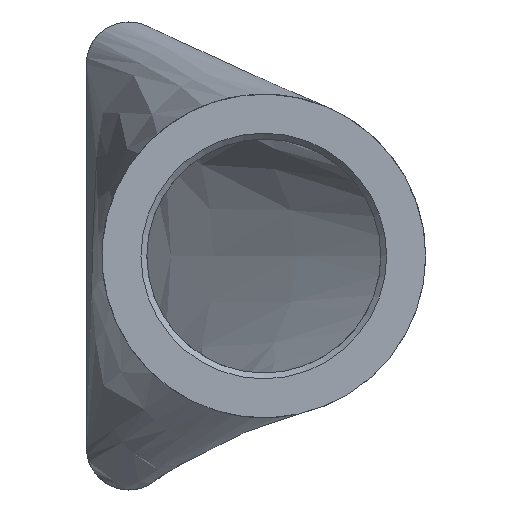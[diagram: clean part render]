
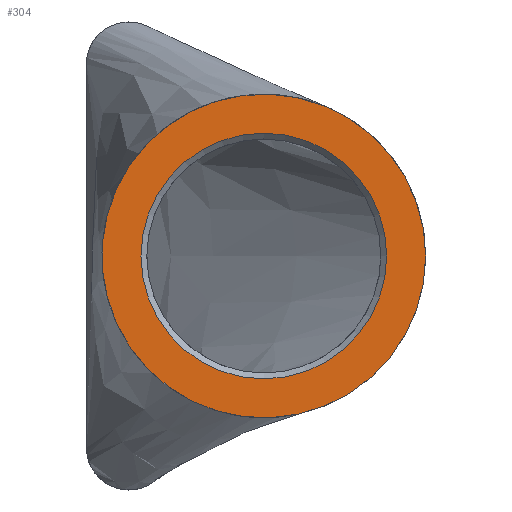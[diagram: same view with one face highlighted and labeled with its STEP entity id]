
A CAD part, front view. The second image highlights one B-rep face of the part: STEP entity #304.
In plain terms, the highlighted planar face has unit normal (0, -1, 0).
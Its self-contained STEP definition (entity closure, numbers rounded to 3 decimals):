
#59=CIRCLE('',#345,8.3);
#60=CIRCLE('',#347,6.3);
#110=ORIENTED_EDGE('',*,*,#182,.T.);
#111=ORIENTED_EDGE('',*,*,#181,.F.);
#181=EDGE_CURVE('',#219,#219,#59,.T.);
#182=EDGE_CURVE('',#220,#220,#60,.T.);
#219=VERTEX_POINT('',#813);
#220=VERTEX_POINT('',#816);
#253=EDGE_LOOP('',(#110));
#254=EDGE_LOOP('',(#111));
#279=FACE_BOUND('',#253,.T.);
#280=FACE_BOUND('',#254,.T.);
#295=PLANE('',#346);
#304=ADVANCED_FACE('',(#279,#280),#295,.F.);
#345=AXIS2_PLACEMENT_3D('',#812,#404,#405);
#346=AXIS2_PLACEMENT_3D('',#814,#406,#407);
#347=AXIS2_PLACEMENT_3D('',#815,#408,#409);
#404=DIRECTION('',(0.,1.,0.));
#405=DIRECTION('',(1.,0.,0.));
#406=DIRECTION('',(0.,1.,0.));
#407=DIRECTION('',(0.,0.,1.));
#408=DIRECTION('',(0.,1.,0.));
#409=DIRECTION('',(0.,0.,1.));
#812=CARTESIAN_POINT('',(0.,0.,0.));
#813=CARTESIAN_POINT('',(8.3,0.,0.));
#814=CARTESIAN_POINT('',(0.,0.,0.));
#815=CARTESIAN_POINT('',(0.,0.,0.));
#816=CARTESIAN_POINT('',(0.,0.,6.3));
